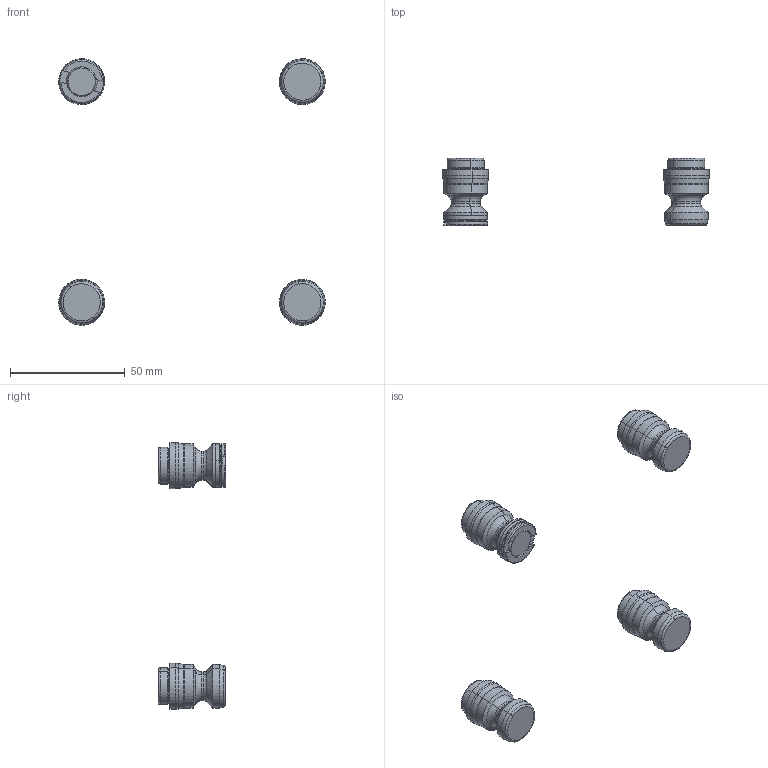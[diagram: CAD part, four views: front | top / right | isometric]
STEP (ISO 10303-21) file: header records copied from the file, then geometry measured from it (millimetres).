
FILE_DESCRIPTION (( 'STEP AP214' ), '1' );
FILE_NAME ('D_PS20F-4PY.STEP', '2020-03-19T16:30:25', ( '' ), ( '' ), 'SwSTEP 2.0', 'SolidWorks 2018', '' );
FILE_SCHEMA (( 'AUTOMOTIVE_DESIGN' ));
Length unit declared in the file: millimetre
Products named in the file (5): D_PS20F-4PY; D_PS20F-PY_HARD TURN; D_PS20F-PY; D_PS20F_PRE HEAT TREAT; D_RL96-PY
Assembly tree (6 placements, depth 3):
  D_PS20F-4PY
    D_PS20F_PRE HEAT TREAT  x3
    D_PS20F-PY
      D_PS20F-PY_HARD TURN
      D_RL96-PY
Bounding box: 115.96 x 29.34 x 115.96 mm (x, y, z)
Volume: 27660.6 mm3; surface area: 9783.6 mm2
Topology: 5 solids, 5 shells, 184 faces, 374 edges, 206 vertices
Faces by surface type: torus 70, cylinder 48, cone 42, plane 24
Entity records: 3198 total; most frequent: DIRECTION 596, CARTESIAN_POINT 496, ORIENTED_EDGE 444, AXIS2_PLACEMENT_3D 266, EDGE_CURVE 222, CIRCLE 150, VERTEX_POINT 126, EDGE_LOOP 112
